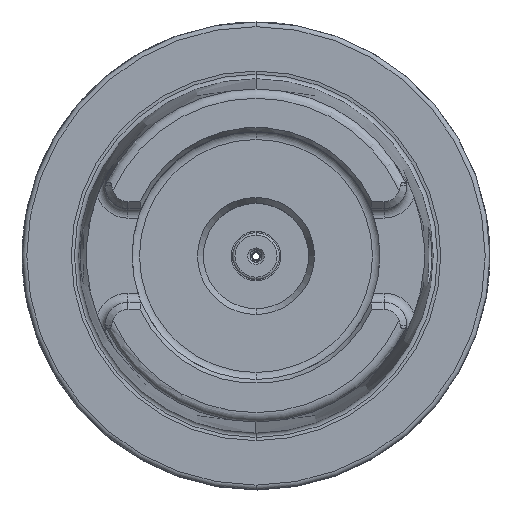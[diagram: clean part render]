
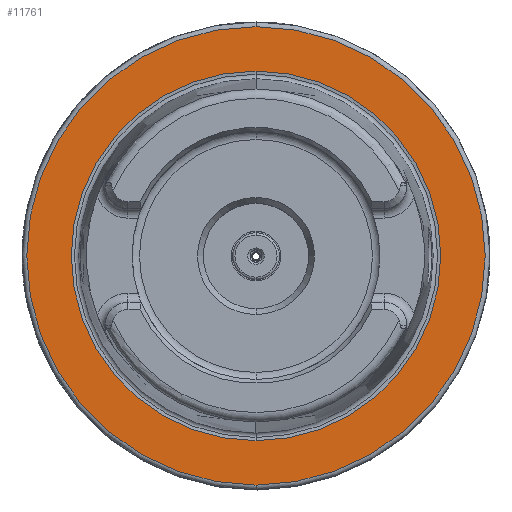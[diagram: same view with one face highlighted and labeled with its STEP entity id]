
A CAD part, top view. The second image highlights one B-rep face of the part: STEP entity #11761.
In plain terms, the highlighted planar face has unit normal (0, 0, 1).
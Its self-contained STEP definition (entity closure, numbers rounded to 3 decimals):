
#3520=CARTESIAN_POINT('',(0,0,29));
#3521=DIRECTION('',(0,0,1));
#3522=DIRECTION('',(0,1,0));
#3523=AXIS2_PLACEMENT_3D('',#3520,#3521,#3522);
#3525=CARTESIAN_POINT('',(0,0,29));
#3526=DIRECTION('',(0,0,-1));
#3527=DIRECTION('',(0,1,0));
#3528=AXIS2_PLACEMENT_3D('',#3525,#3526,#3527);
#3530=CARTESIAN_POINT('',(0,0,29));
#3531=DIRECTION('',(0,0,1));
#3532=DIRECTION('',(0,1,0));
#3533=AXIS2_PLACEMENT_3D('',#3530,#3531,#3532);
#3535=CARTESIAN_POINT('',(0,0,29));
#3536=DIRECTION('',(0,0,1));
#3537=DIRECTION('',(0,-1,0));
#3538=AXIS2_PLACEMENT_3D('',#3535,#3536,#3537);
#5713=CARTESIAN_POINT('',(0,39.499,29));
#5715=VERTEX_POINT('',#5713);
#5749=CARTESIAN_POINT('',(0,-39.499,29));
#5751=VERTEX_POINT('',#5749);
#5761=CARTESIAN_POINT('',(0,49,29));
#5762=CARTESIAN_POINT('',(0.,-49,29));
#5763=VERTEX_POINT('',#5761);
#5764=VERTEX_POINT('',#5762);
#11746=CARTESIAN_POINT('',(0,0,29));
#11747=DIRECTION('',(0,0,-1));
#11748=DIRECTION('',(0,-1,0));
#11749=AXIS2_PLACEMENT_3D('',#11746,#11747,#11748);
#11750=PLANE('',#11749);
#11752=ORIENTED_EDGE('',*,*,#11751,.F.);
#11754=ORIENTED_EDGE('',*,*,#11753,.F.);
#11755=EDGE_LOOP('',(#11752,#11754));
#11756=FACE_OUTER_BOUND('',#11755,.F.);
#11757=ORIENTED_EDGE('',*,*,#11728,.T.);
#11758=ORIENTED_EDGE('',*,*,#11739,.F.);
#11759=EDGE_LOOP('',(#11757,#11758));
#11760=FACE_BOUND('',#11759,.F.);
#11761=ADVANCED_FACE('',(#11756,#11760),#11750,.F.);
#3524=CIRCLE('',#3523,39.499);
#3529=CIRCLE('',#3528,39.499);
#3534=CIRCLE('',#3533,49);
#3539=CIRCLE('',#3538,49);
#11728=EDGE_CURVE('',#5715,#5751,#3524,.T.);
#11739=EDGE_CURVE('',#5715,#5751,#3529,.T.);
#11751=EDGE_CURVE('',#5763,#5764,#3534,.T.);
#11753=EDGE_CURVE('',#5764,#5763,#3539,.T.);
